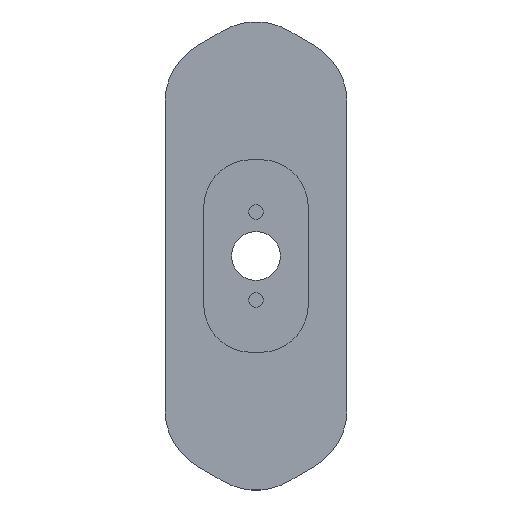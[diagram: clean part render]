
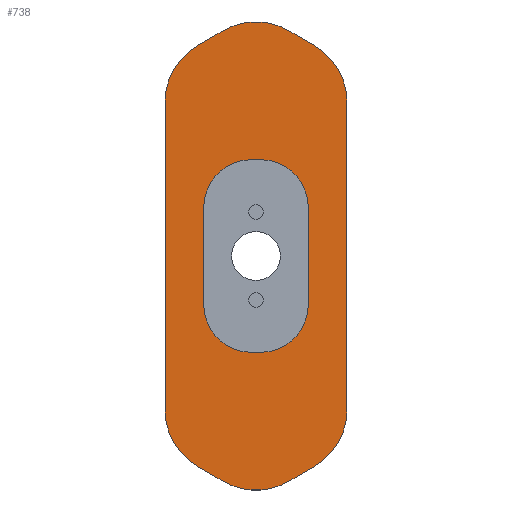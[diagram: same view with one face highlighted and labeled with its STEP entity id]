
A CAD part, front view. The second image highlights one B-rep face of the part: STEP entity #738.
In plain terms, the highlighted planar face has unit normal (0, -1, 0).
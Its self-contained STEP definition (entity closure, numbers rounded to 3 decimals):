
#42=FACE_BOUND('',#117,.T.);
#71=FACE_OUTER_BOUND('',#116,.T.);
#116=EDGE_LOOP('',(#608,#609,#610,#611,#612,#613,#614,#615,#616,#617,#618,
#619));
#117=EDGE_LOOP('',(#620,#621,#622,#623,#624,#625,#626,#627));
#155=LINE('',#1159,#222);
#159=LINE('',#1168,#226);
#162=LINE('',#1176,#229);
#171=LINE('',#1215,#238);
#177=LINE('',#1235,#244);
#180=LINE('',#1243,#247);
#182=LINE('',#1249,#249);
#183=LINE('',#1255,#250);
#184=LINE('',#1259,#251);
#185=LINE('',#1261,#252);
#222=VECTOR('',#920,10.);
#226=VECTOR('',#930,10.);
#229=VECTOR('',#939,10.);
#238=VECTOR('',#982,10.);
#244=VECTOR('',#1002,10.);
#247=VECTOR('',#1011,10.);
#249=VECTOR('',#1019,10.);
#250=VECTOR('',#1024,10.);
#251=VECTOR('',#1027,10.);
#252=VECTOR('',#1030,10.);
#281=CIRCLE('',#791,11.);
#282=CIRCLE('',#794,11.);
#283=CIRCLE('',#797,11.);
#290=CIRCLE('',#810,8.);
#295=CIRCLE('',#818,8.);
#296=CIRCLE('',#821,8.);
#297=CIRCLE('',#824,8.);
#298=CIRCLE('',#827,11.);
#299=CIRCLE('',#828,11.);
#300=CIRCLE('',#829,11.);
#335=VERTEX_POINT('',#1156);
#336=VERTEX_POINT('',#1158);
#337=VERTEX_POINT('',#1162);
#338=VERTEX_POINT('',#1166);
#339=VERTEX_POINT('',#1170);
#340=VERTEX_POINT('',#1174);
#341=VERTEX_POINT('',#1178);
#348=VERTEX_POINT('',#1202);
#349=VERTEX_POINT('',#1203);
#353=VERTEX_POINT('',#1213);
#359=VERTEX_POINT('',#1229);
#360=VERTEX_POINT('',#1233);
#361=VERTEX_POINT('',#1237);
#362=VERTEX_POINT('',#1241);
#363=VERTEX_POINT('',#1245);
#364=VERTEX_POINT('',#1251);
#365=VERTEX_POINT('',#1252);
#366=VERTEX_POINT('',#1254);
#367=VERTEX_POINT('',#1256);
#368=VERTEX_POINT('',#1258);
#412=EDGE_CURVE('',#336,#335,#155,.T.);
#415=EDGE_CURVE('',#335,#337,#281,.T.);
#417=EDGE_CURVE('',#337,#338,#159,.T.);
#419=EDGE_CURVE('',#338,#339,#282,.T.);
#421=EDGE_CURVE('',#339,#340,#162,.T.);
#423=EDGE_CURVE('',#340,#341,#283,.T.);
#433=EDGE_CURVE('',#348,#349,#290,.T.);
#439=EDGE_CURVE('',#349,#353,#171,.T.);
#446=EDGE_CURVE('',#353,#359,#295,.T.);
#449=EDGE_CURVE('',#359,#360,#177,.T.);
#450=EDGE_CURVE('',#360,#361,#296,.T.);
#453=EDGE_CURVE('',#361,#362,#180,.T.);
#454=EDGE_CURVE('',#362,#363,#297,.T.);
#456=EDGE_CURVE('',#363,#348,#182,.T.);
#457=EDGE_CURVE('',#364,#365,#298,.T.);
#458=EDGE_CURVE('',#365,#366,#183,.T.);
#459=EDGE_CURVE('',#366,#367,#299,.T.);
#460=EDGE_CURVE('',#367,#368,#184,.T.);
#461=EDGE_CURVE('',#368,#336,#300,.T.);
#462=EDGE_CURVE('',#341,#364,#185,.T.);
#608=ORIENTED_EDGE('',*,*,#457,.T.);
#609=ORIENTED_EDGE('',*,*,#458,.T.);
#610=ORIENTED_EDGE('',*,*,#459,.T.);
#611=ORIENTED_EDGE('',*,*,#460,.T.);
#612=ORIENTED_EDGE('',*,*,#461,.T.);
#613=ORIENTED_EDGE('',*,*,#412,.T.);
#614=ORIENTED_EDGE('',*,*,#415,.T.);
#615=ORIENTED_EDGE('',*,*,#417,.T.);
#616=ORIENTED_EDGE('',*,*,#419,.T.);
#617=ORIENTED_EDGE('',*,*,#421,.T.);
#618=ORIENTED_EDGE('',*,*,#423,.T.);
#619=ORIENTED_EDGE('',*,*,#462,.T.);
#620=ORIENTED_EDGE('',*,*,#433,.T.);
#621=ORIENTED_EDGE('',*,*,#439,.T.);
#622=ORIENTED_EDGE('',*,*,#446,.T.);
#623=ORIENTED_EDGE('',*,*,#449,.T.);
#624=ORIENTED_EDGE('',*,*,#450,.T.);
#625=ORIENTED_EDGE('',*,*,#453,.T.);
#626=ORIENTED_EDGE('',*,*,#454,.T.);
#627=ORIENTED_EDGE('',*,*,#456,.T.);
#703=PLANE('',#826);
#738=ADVANCED_FACE('',(#71,#42),#703,.T.);
#791=AXIS2_PLACEMENT_3D('',#1164,#925,#926);
#794=AXIS2_PLACEMENT_3D('',#1172,#934,#935);
#797=AXIS2_PLACEMENT_3D('',#1180,#943,#944);
#810=AXIS2_PLACEMENT_3D('',#1204,#972,#973);
#818=AXIS2_PLACEMENT_3D('',#1230,#996,#997);
#821=AXIS2_PLACEMENT_3D('',#1238,#1005,#1006);
#824=AXIS2_PLACEMENT_3D('',#1246,#1014,#1015);
#826=AXIS2_PLACEMENT_3D('',#1250,#1020,#1021);
#827=AXIS2_PLACEMENT_3D('',#1253,#1022,#1023);
#828=AXIS2_PLACEMENT_3D('',#1257,#1025,#1026);
#829=AXIS2_PLACEMENT_3D('',#1260,#1028,#1029);
#920=DIRECTION('',(0.,0.,-1.));
#925=DIRECTION('center_axis',(0.,-1.,0.));
#926=DIRECTION('ref_axis',(-1.,0.,0.));
#930=DIRECTION('',(0.864,0.,-0.503));
#934=DIRECTION('center_axis',(0.,-1.,0.));
#935=DIRECTION('ref_axis',(-0.503,0.,-0.864));
#939=DIRECTION('',(0.864,0.,0.503));
#943=DIRECTION('center_axis',(0.,-1.,0.));
#944=DIRECTION('ref_axis',(0.503,0.,-0.864));
#972=DIRECTION('center_axis',(0.,1.,0.));
#973=DIRECTION('ref_axis',(-0.707,0.,0.707));
#982=DIRECTION('',(1.,0.,0.));
#996=DIRECTION('center_axis',(0.,1.,0.));
#997=DIRECTION('ref_axis',(0.707,0.,0.707));
#1002=DIRECTION('',(0.,0.,-1.));
#1005=DIRECTION('center_axis',(0.,1.,0.));
#1006=DIRECTION('ref_axis',(0.707,0.,-0.707));
#1011=DIRECTION('',(-1.,0.,0.));
#1014=DIRECTION('center_axis',(0.,1.,0.));
#1015=DIRECTION('ref_axis',(-0.707,0.,-0.707));
#1019=DIRECTION('',(0.,0.,1.));
#1020=DIRECTION('center_axis',(0.,-1.,0.));
#1021=DIRECTION('ref_axis',(1.,0.,0.));
#1022=DIRECTION('center_axis',(0.,-1.,0.));
#1023=DIRECTION('ref_axis',(1.,0.,0.));
#1024=DIRECTION('',(-0.864,0.,0.503));
#1025=DIRECTION('center_axis',(0.,-1.,0.));
#1026=DIRECTION('ref_axis',(0.503,0.,0.864));
#1027=DIRECTION('',(-0.864,0.,-0.503));
#1028=DIRECTION('center_axis',(0.,-1.,0.));
#1029=DIRECTION('ref_axis',(-0.503,0.,0.864));
#1030=DIRECTION('',(0.,0.,1.));
#1156=CARTESIAN_POINT('',(-68.551,58.83,8.654));
#1158=CARTESIAN_POINT('',(-68.551,58.83,60.457));
#1159=CARTESIAN_POINT('',(-68.551,58.83,60.457));
#1162=CARTESIAN_POINT('',(-63.088,58.83,-0.851));
#1164=CARTESIAN_POINT('Origin',(-57.551,58.83,8.654));
#1166=CARTESIAN_POINT('',(-58.788,58.83,-3.356));
#1168=CARTESIAN_POINT('',(-63.088,58.83,-0.851));
#1170=CARTESIAN_POINT('',(-47.714,58.83,-3.356));
#1172=CARTESIAN_POINT('Origin',(-53.251,58.83,6.149));
#1174=CARTESIAN_POINT('',(-43.414,58.83,-0.851));
#1176=CARTESIAN_POINT('',(-47.714,58.83,-3.356));
#1178=CARTESIAN_POINT('',(-37.951,58.83,8.654));
#1180=CARTESIAN_POINT('Origin',(-48.951,58.83,8.654));
#1202=CARTESIAN_POINT('',(-62.051,58.83,42.755));
#1203=CARTESIAN_POINT('',(-54.051,58.83,50.755));
#1204=CARTESIAN_POINT('Origin',(-54.051,58.83,42.755));
#1213=CARTESIAN_POINT('',(-52.451,58.83,50.755));
#1215=CARTESIAN_POINT('',(-57.651,58.83,50.755));
#1229=CARTESIAN_POINT('',(-44.451,58.83,42.755));
#1230=CARTESIAN_POINT('Origin',(-52.451,58.83,42.755));
#1233=CARTESIAN_POINT('',(-44.451,58.83,26.355));
#1235=CARTESIAN_POINT('',(-44.451,58.83,42.655));
#1237=CARTESIAN_POINT('',(-52.451,58.83,18.355));
#1238=CARTESIAN_POINT('Origin',(-52.451,58.83,26.355));
#1241=CARTESIAN_POINT('',(-54.051,58.83,18.355));
#1243=CARTESIAN_POINT('',(-48.851,58.83,18.355));
#1245=CARTESIAN_POINT('',(-62.051,58.83,26.355));
#1246=CARTESIAN_POINT('Origin',(-54.051,58.83,26.355));
#1249=CARTESIAN_POINT('',(-62.051,58.83,26.455));
#1250=CARTESIAN_POINT('Origin',(-53.251,58.83,34.555));
#1251=CARTESIAN_POINT('',(-37.951,58.83,60.457));
#1252=CARTESIAN_POINT('',(-43.414,58.83,69.962));
#1253=CARTESIAN_POINT('Origin',(-48.951,58.83,60.457));
#1254=CARTESIAN_POINT('',(-47.714,58.83,72.466));
#1255=CARTESIAN_POINT('',(-43.414,58.83,69.962));
#1256=CARTESIAN_POINT('',(-58.788,58.83,72.466));
#1257=CARTESIAN_POINT('Origin',(-53.251,58.83,62.962));
#1258=CARTESIAN_POINT('',(-63.088,58.83,69.962));
#1259=CARTESIAN_POINT('',(-58.788,58.83,72.466));
#1260=CARTESIAN_POINT('Origin',(-57.551,58.83,60.457));
#1261=CARTESIAN_POINT('',(-37.951,58.83,8.654));
